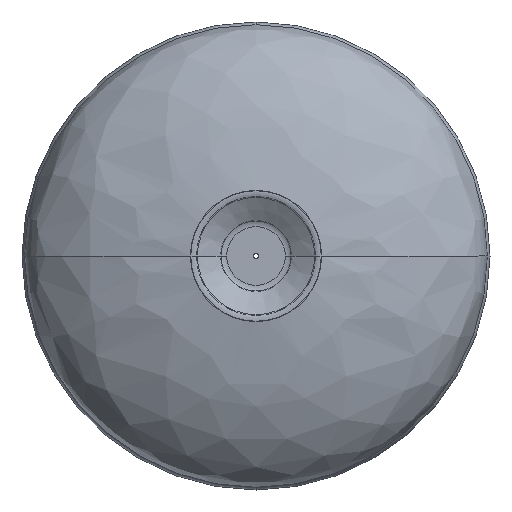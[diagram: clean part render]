
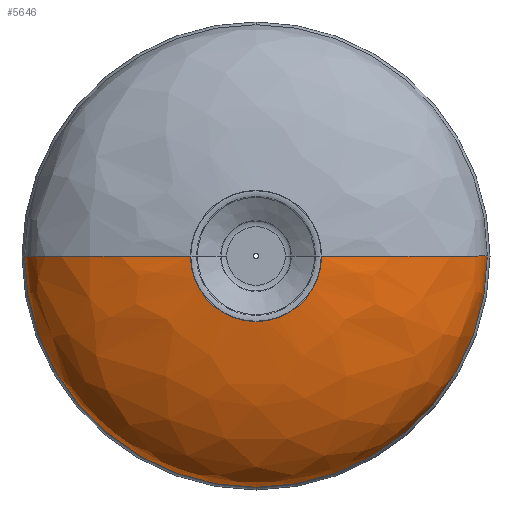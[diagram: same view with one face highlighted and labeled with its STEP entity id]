
A CAD part, front view. The second image highlights one B-rep face of the part: STEP entity #5646.
In plain terms, the highlighted free-form (B-spline) face has degree [3, 3] with [4, 4] control points.
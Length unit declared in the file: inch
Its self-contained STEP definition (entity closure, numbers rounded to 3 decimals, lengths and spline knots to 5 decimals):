
#14 = ORIENTED_EDGE ( 'NONE', *, *, #463, .F. ) ;
#187 = CARTESIAN_POINT ( 'NONE',  ( -1.52364, -7.21765, -3.04727 ) ) ;
#203 = ORIENTED_EDGE ( 'NONE', *, *, #5358, .T. ) ;
#261 = EDGE_LOOP ( 'NONE', ( #203, #5677, #14, #5184 ) ) ;
#406 = DIRECTION ( 'NONE',  ( -1., 0., 0. ) ) ;
#463 = EDGE_CURVE ( 'NONE', #2426, #2810, #4146, .T. ) ;
#478 = CARTESIAN_POINT ( 'NONE',  ( 5.375, -6.06385, 0. ) ) ;
#608 = CARTESIAN_POINT ( 'NONE',  ( 5.375, -6.06385, 0. ) ) ;
#637 = CARTESIAN_POINT ( 'NONE',  ( -5.375, -5., -10.75 ) ) ;
#703 = CARTESIAN_POINT ( 'NONE',  ( -5.375, -5., 0. ) ) ;
#735 = CARTESIAN_POINT ( 'NONE',  ( -5.375, -6.06385, -10.75 ) ) ;
#756 =( BOUNDED_CURVE ( )  B_SPLINE_CURVE ( 3, ( #5102, #3822, #478, #5635 ),
 .UNSPECIFIED., .F., .T. ) 
 B_SPLINE_CURVE_WITH_KNOTS ( ( 4, 4 ),
 ( 1.8582, 3.14159 ),
 .UNSPECIFIED. ) 
 CURVE ( )  GEOMETRIC_REPRESENTATION_ITEM ( )  RATIONAL_B_SPLINE_CURVE ( ( 1., 0.867, 0.867, 1. ) ) 
 REPRESENTATION_ITEM ( '' )  );
#1015 =( BOUNDED_CURVE ( )  B_SPLINE_CURVE ( 3, ( #4203, #4586, #1285, #2702 ),
 .UNSPECIFIED., .F., .T. ) 
 B_SPLINE_CURVE_WITH_KNOTS ( ( 4, 4 ),
 ( 1.8582, 3.14159 ),
 .UNSPECIFIED. ) 
 CURVE ( )  GEOMETRIC_REPRESENTATION_ITEM ( )  RATIONAL_B_SPLINE_CURVE ( ( 1., 0.867, 0.867, 1. ) ) 
 REPRESENTATION_ITEM ( '' )  );
#1141 = DIRECTION ( 'NONE',  ( -1., 0., 0. ) ) ;
#1285 = CARTESIAN_POINT ( 'NONE',  ( -5.375, -6.06385, 0. ) ) ;
#1544 = DIRECTION ( 'NONE',  ( 0., 1., 0. ) ) ;
#1701 = CARTESIAN_POINT ( 'NONE',  ( 1.52364, -7.21765, 0. ) ) ;
#2063 = CARTESIAN_POINT ( 'NONE',  ( 3.89494, -6.91608, 0. ) ) ;
#2200 = EDGE_CURVE ( 'NONE', #3901, #2426, #756, .T. ) ;
#2426 = VERTEX_POINT ( 'NONE', #3116 ) ;
#2521 = CARTESIAN_POINT ( 'NONE',  ( -3.89494, -6.91608, -7.78988 ) ) ;
#2683 = DIRECTION ( 'NONE',  ( 0., 1., 0. ) ) ;
#2702 = CARTESIAN_POINT ( 'NONE',  ( -5.375, -5., 0. ) ) ;
#2810 = VERTEX_POINT ( 'NONE', #703 ) ;
#2950 = CIRCLE ( 'NONE', #3463, 1.52364 ) ;
#3116 = CARTESIAN_POINT ( 'NONE',  ( 5.375, -5., 0. ) ) ;
#3463 = AXIS2_PLACEMENT_3D ( 'NONE', #5928, #2683, #406 ) ;
#3492 = CARTESIAN_POINT ( 'NONE',  ( 3.89494, -6.91608, -7.78988 ) ) ;
#3546 = CARTESIAN_POINT ( 'NONE',  ( -3.89494, -6.91608, 0. ) ) ;
#3822 = CARTESIAN_POINT ( 'NONE',  ( 3.89494, -6.91608, 0. ) ) ;
#3901 = VERTEX_POINT ( 'NONE', #5713 ) ;
#3902 = CARTESIAN_POINT ( 'NONE',  ( 5.375, -5., 0. ) ) ;
#3979 = CARTESIAN_POINT ( 'NONE',  ( -5.375, -6.06385, 0. ) ) ;
#4146 = CIRCLE ( 'NONE', #5965, 5.375 ) ;
#4203 = CARTESIAN_POINT ( 'NONE',  ( -1.52364, -7.21765, 0. ) ) ;
#4290 = EDGE_CURVE ( 'NONE', #4484, #2810, #1015, .T. ) ;
#4484 = VERTEX_POINT ( 'NONE', #4748 ) ;
#4586 = CARTESIAN_POINT ( 'NONE',  ( -3.89494, -6.91608, 0. ) ) ;
#4589 =( BOUNDED_SURFACE ( )  B_SPLINE_SURFACE ( 3, 3, ( 
 ( #1701, #4889, #187, #5768 ),
 ( #2063, #3492, #2521, #3546 ),
 ( #608, #5347, #735, #3979 ),
 ( #3902, #5323, #637, #5415 ) ),
 .UNSPECIFIED., .F., .F., .T. ) 
 B_SPLINE_SURFACE_WITH_KNOTS ( ( 4, 4 ),
 ( 4, 4 ),
 ( 0., 1. ),
 ( 0., 1. ),
 .UNSPECIFIED. ) 
 GEOMETRIC_REPRESENTATION_ITEM ( )  RATIONAL_B_SPLINE_SURFACE ( (
 ( 1., 0.333, 0.333, 1.),
 ( 0.867, 0.289, 0.289, 0.867),
 ( 0.867, 0.289, 0.289, 0.867),
 ( 1., 0.333, 0.333, 1.) ) ) 
 REPRESENTATION_ITEM ( '' )  SURFACE ( )  );
#4748 = CARTESIAN_POINT ( 'NONE',  ( -1.52364, -7.21765, 0. ) ) ;
#4889 = CARTESIAN_POINT ( 'NONE',  ( 1.52364, -7.21765, -3.04727 ) ) ;
#5102 = CARTESIAN_POINT ( 'NONE',  ( 1.52364, -7.21765, 0. ) ) ;
#5169 = FACE_OUTER_BOUND ( 'NONE', #261, .T. ) ;
#5184 = ORIENTED_EDGE ( 'NONE', *, *, #2200, .F. ) ;
#5323 = CARTESIAN_POINT ( 'NONE',  ( 5.375, -5., -10.75 ) ) ;
#5347 = CARTESIAN_POINT ( 'NONE',  ( 5.375, -6.06385, -10.75 ) ) ;
#5358 = EDGE_CURVE ( 'NONE', #3901, #4484, #2950, .T. ) ;
#5415 = CARTESIAN_POINT ( 'NONE',  ( -5.375, -5., 0. ) ) ;
#5635 = CARTESIAN_POINT ( 'NONE',  ( 5.375, -5., 0. ) ) ;
#5646 = ADVANCED_FACE ( 'NONE', ( #5169 ), #4589, .F. ) ;
#5677 = ORIENTED_EDGE ( 'NONE', *, *, #4290, .T. ) ;
#5708 = CARTESIAN_POINT ( 'NONE',  ( 0., -5., 0. ) ) ;
#5713 = CARTESIAN_POINT ( 'NONE',  ( 1.52364, -7.21765, 0. ) ) ;
#5768 = CARTESIAN_POINT ( 'NONE',  ( -1.52364, -7.21765, 0. ) ) ;
#5928 = CARTESIAN_POINT ( 'NONE',  ( 0., -7.21765, 0. ) ) ;
#5965 = AXIS2_PLACEMENT_3D ( 'NONE', #5708, #1544, #1141 ) ;
